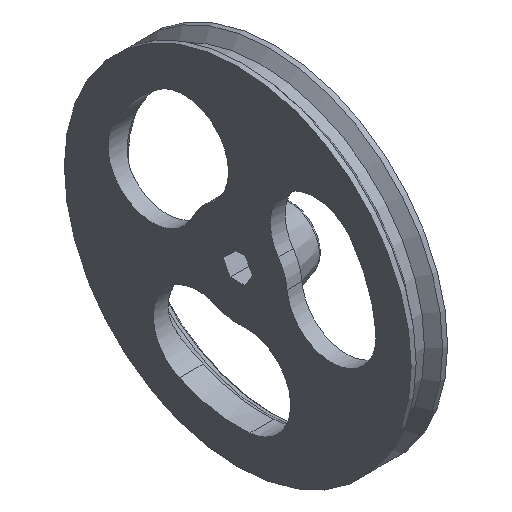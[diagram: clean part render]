
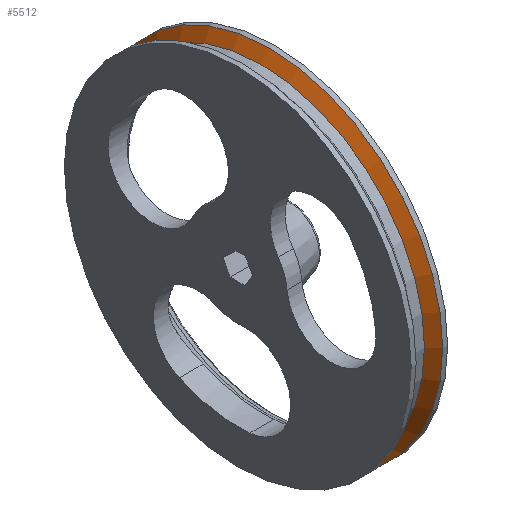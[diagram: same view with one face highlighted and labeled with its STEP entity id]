
A CAD part, isometric view. The second image highlights one B-rep face of the part: STEP entity #5512.
In plain terms, the highlighted conical face has half-angle 50 degrees and reference radius 35 mm.
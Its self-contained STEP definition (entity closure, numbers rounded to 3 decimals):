
#4661 = CYLINDRICAL_SURFACE('',#4662,35.);
#4662 = AXIS2_PLACEMENT_3D('',#4663,#4664,#4665);
#4663 = CARTESIAN_POINT('',(7.356,0.,0.));
#4664 = DIRECTION('',(-1.,0.,-0.));
#4665 = DIRECTION('',(0.,0.,1.));
#5050 = VERTEX_POINT('',#5051);
#5051 = CARTESIAN_POINT('',(6.356,0.,35.));
#5072 = EDGE_CURVE('',#5050,#5050,#5073,.T.);
#5073 = SURFACE_CURVE('',#5074,(#5079,#5086),.PCURVE_S1.);
#5074 = CIRCLE('',#5075,35.);
#5075 = AXIS2_PLACEMENT_3D('',#5076,#5077,#5078);
#5076 = CARTESIAN_POINT('',(6.356,0.,0.));
#5077 = DIRECTION('',(1.,0.,-0.));
#5078 = DIRECTION('',(0.,0.,1.));
#5079 = PCURVE('',#4661,#5080);
#5080 = DEFINITIONAL_REPRESENTATION('',(#5081),#5085);
#5081 = LINE('',#5082,#5083);
#5082 = CARTESIAN_POINT('',(-0.,1.));
#5083 = VECTOR('',#5084,1.);
#5084 = DIRECTION('',(-1.,0.));
#5085 = ( GEOMETRIC_REPRESENTATION_CONTEXT(2) 
PARAMETRIC_REPRESENTATION_CONTEXT() REPRESENTATION_CONTEXT('2D SPACE',''
  ) );
#5086 = PCURVE('',#5087,#5092);
#5087 = CONICAL_SURFACE('',#5088,35.,0.873);
#5088 = AXIS2_PLACEMENT_3D('',#5089,#5090,#5091);
#5089 = CARTESIAN_POINT('',(6.356,0.,0.));
#5090 = DIRECTION('',(1.,0.,0.));
#5091 = DIRECTION('',(0.,0.,1.));
#5092 = DEFINITIONAL_REPRESENTATION('',(#5093),#5097);
#5093 = LINE('',#5094,#5095);
#5094 = CARTESIAN_POINT('',(0.,-0.));
#5095 = VECTOR('',#5096,1.);
#5096 = DIRECTION('',(1.,-0.));
#5097 = ( GEOMETRIC_REPRESENTATION_CONTEXT(2) 
PARAMETRIC_REPRESENTATION_CONTEXT() REPRESENTATION_CONTEXT('2D SPACE',''
  ) );
#5512 = ADVANCED_FACE('',(#5513),#5087,.T.);
#5513 = FACE_BOUND('',#5514,.F.);
#5514 = EDGE_LOOP('',(#5515,#5516,#5539,#5566));
#5515 = ORIENTED_EDGE('',*,*,#5072,.T.);
#5516 = ORIENTED_EDGE('',*,*,#5517,.T.);
#5517 = EDGE_CURVE('',#5050,#5518,#5520,.T.);
#5518 = VERTEX_POINT('',#5519);
#5519 = CARTESIAN_POINT('',(4.678,0.,33.));
#5520 = SEAM_CURVE('',#5521,(#5525,#5532),.PCURVE_S1.);
#5521 = LINE('',#5522,#5523);
#5522 = CARTESIAN_POINT('',(6.356,0.,35.));
#5523 = VECTOR('',#5524,1.);
#5524 = DIRECTION('',(-0.643,0.,
    -0.766));
#5525 = PCURVE('',#5087,#5526);
#5526 = DEFINITIONAL_REPRESENTATION('',(#5527),#5531);
#5527 = LINE('',#5528,#5529);
#5528 = CARTESIAN_POINT('',(0.,-0.));
#5529 = VECTOR('',#5530,1.);
#5530 = DIRECTION('',(0.,-1.));
#5531 = ( GEOMETRIC_REPRESENTATION_CONTEXT(2) 
PARAMETRIC_REPRESENTATION_CONTEXT() REPRESENTATION_CONTEXT('2D SPACE',''
  ) );
#5532 = PCURVE('',#5087,#5533);
#5533 = DEFINITIONAL_REPRESENTATION('',(#5534),#5538);
#5534 = LINE('',#5535,#5536);
#5535 = CARTESIAN_POINT('',(6.283,-0.));
#5536 = VECTOR('',#5537,1.);
#5537 = DIRECTION('',(0.,-1.));
#5538 = ( GEOMETRIC_REPRESENTATION_CONTEXT(2) 
PARAMETRIC_REPRESENTATION_CONTEXT() REPRESENTATION_CONTEXT('2D SPACE',''
  ) );
#5539 = ORIENTED_EDGE('',*,*,#5540,.F.);
#5540 = EDGE_CURVE('',#5518,#5518,#5541,.T.);
#5541 = SURFACE_CURVE('',#5542,(#5547,#5554),.PCURVE_S1.);
#5542 = CIRCLE('',#5543,33.);
#5543 = AXIS2_PLACEMENT_3D('',#5544,#5545,#5546);
#5544 = CARTESIAN_POINT('',(4.678,0.,0.));
#5545 = DIRECTION('',(1.,0.,-0.));
#5546 = DIRECTION('',(0.,0.,1.));
#5547 = PCURVE('',#5087,#5548);
#5548 = DEFINITIONAL_REPRESENTATION('',(#5549),#5553);
#5549 = LINE('',#5550,#5551);
#5550 = CARTESIAN_POINT('',(0.,-1.678));
#5551 = VECTOR('',#5552,1.);
#5552 = DIRECTION('',(1.,-0.));
#5553 = ( GEOMETRIC_REPRESENTATION_CONTEXT(2) 
PARAMETRIC_REPRESENTATION_CONTEXT() REPRESENTATION_CONTEXT('2D SPACE',''
  ) );
#5554 = PCURVE('',#5555,#5560);
#5555 = CYLINDRICAL_SURFACE('',#5556,33.);
#5556 = AXIS2_PLACEMENT_3D('',#5557,#5558,#5559);
#5557 = CARTESIAN_POINT('',(4.678,0.,0.));
#5558 = DIRECTION('',(-1.,0.,-0.));
#5559 = DIRECTION('',(0.,0.,1.));
#5560 = DEFINITIONAL_REPRESENTATION('',(#5561),#5565);
#5561 = LINE('',#5562,#5563);
#5562 = CARTESIAN_POINT('',(-0.,0.));
#5563 = VECTOR('',#5564,1.);
#5564 = DIRECTION('',(-1.,0.));
#5565 = ( GEOMETRIC_REPRESENTATION_CONTEXT(2) 
PARAMETRIC_REPRESENTATION_CONTEXT() REPRESENTATION_CONTEXT('2D SPACE',''
  ) );
#5566 = ORIENTED_EDGE('',*,*,#5517,.F.);
